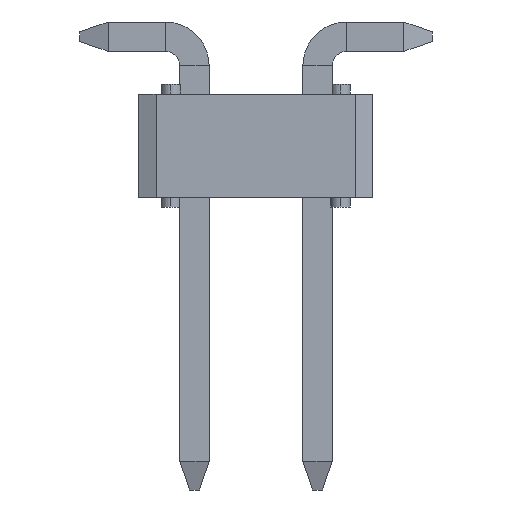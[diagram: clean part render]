
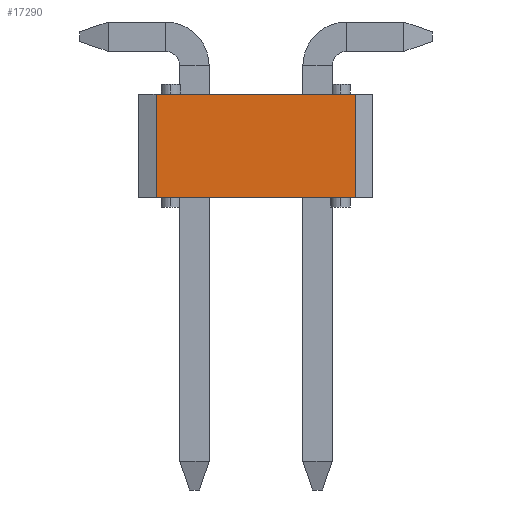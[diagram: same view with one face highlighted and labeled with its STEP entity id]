
A CAD part, left-side view. The second image highlights one B-rep face of the part: STEP entity #17290.
In plain terms, the highlighted planar face has unit normal (-1, 0, 0).
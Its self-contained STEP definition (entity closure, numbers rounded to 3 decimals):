
#929=DIRECTION('',(0.,1.,0.));
#930=VECTOR('',#929,4.116);
#931=CARTESIAN_POINT('',(-3.61,-2.058,0.));
#932=LINE('11178',#931,#930);
#3505=DIRECTION('',(0.,1.,0.));
#3506=VECTOR('',#3505,4.116);
#3507=CARTESIAN_POINT('',(-3.61,-2.058,2.13));
#3508=LINE('11182',#3507,#3506);
#5761=DIRECTION('',(0.,0.,1.));
#5762=VECTOR('',#5761,2.13);
#5763=CARTESIAN_POINT('',(-3.61,2.058,0.));
#5764=LINE('11190',#5763,#5762);
#6245=DIRECTION('',(0.,0.,1.));
#6246=VECTOR('',#6245,2.13);
#6247=CARTESIAN_POINT('',(-3.61,-2.058,0.));
#6248=LINE('11191',#6247,#6246);
#8865=CARTESIAN_POINT('',(-3.61,-2.058,0.));
#8866=CARTESIAN_POINT('',(-3.61,2.058,0.));
#8867=VERTEX_POINT('',#8865);
#8868=VERTEX_POINT('',#8866);
#8873=CARTESIAN_POINT('',(-3.61,-2.058,2.13));
#8874=CARTESIAN_POINT('',(-3.61,2.058,2.13));
#8875=VERTEX_POINT('',#8873);
#8876=VERTEX_POINT('',#8874);
#17277=CARTESIAN_POINT('',(-3.61,-2.6,2.13));
#17278=DIRECTION('',(1.,0.,0.));
#17279=DIRECTION('',(0.,1.,0.));
#17280=AXIS2_PLACEMENT_3D('',#17277,#17278,#17279);
#17281=PLANE('11166',#17280);
#17282=ORIENTED_EDGE('11178',*,*,#10438,.T.);
#17284=ORIENTED_EDGE('11190',*,*,#17283,.T.);
#17285=ORIENTED_EDGE('11182',*,*,#12876,.F.);
#17287=ORIENTED_EDGE('11191',*,*,#17286,.F.);
#17288=EDGE_LOOP('11166',(#17282,#17284,#17285,#17287));
#17289=FACE_OUTER_BOUND('11166',#17288,.F.);
#17290=ADVANCED_FACE('11166',(#17289),#17281,.F.);
#10438=EDGE_CURVE('11178',#8867,#8868,#932,.T.);
#12876=EDGE_CURVE('11182',#8875,#8876,#3508,.T.);
#17283=EDGE_CURVE('11190',#8868,#8876,#5764,.T.);
#17286=EDGE_CURVE('11191',#8867,#8875,#6248,.T.);
